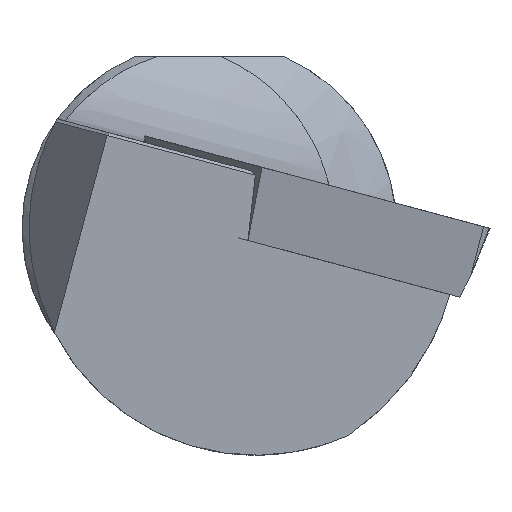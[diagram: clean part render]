
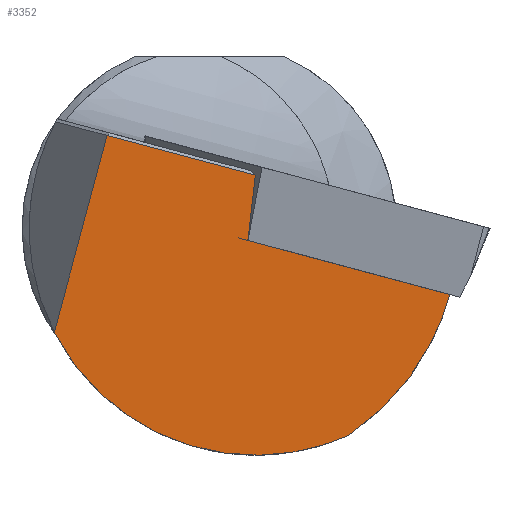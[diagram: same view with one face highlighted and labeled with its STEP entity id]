
A CAD part, left-side view. The second image highlights one B-rep face of the part: STEP entity #3352.
In plain terms, the highlighted planar face has unit normal (-0.998, 0.059, 0.016).
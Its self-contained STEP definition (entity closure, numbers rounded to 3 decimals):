
#3269=CARTESIAN_POINT('',(0.068,-4.78,4.462));
#3270=DIRECTION('',(-0.998,0.059,0.016));
#3271=DIRECTION('',(-0.059,-0.998,0.0));
#3272=AXIS2_PLACEMENT_3D('',#3269,#3270,#3271);
#3273=PLANE('',#3272);
#3274=CARTESIAN_POINT('',(0.733,7.76,-0.385));
#3275=VERTEX_POINT('',#3274);
#3276=CARTESIAN_POINT('',(0.752,7.523,1.705));
#3277=VERTEX_POINT('',#3276);
#3278=CARTESIAN_POINT('',(0.76,7.417,2.631));
#3279=DIRECTION('',(0.009,-0.113,0.994));
#3280=VECTOR('',#3279,1.);
#3281=LINE('',#3278,#3280);
#3282=EDGE_CURVE('',#3275,#3277,#3281,.T.);
#3283=ORIENTED_EDGE('',*,*,#3282,.T.);
#3284=CARTESIAN_POINT('',(0.752,7.523,1.705));
#3285=VERTEX_POINT('',#3284);
#3286=CARTESIAN_POINT('',(1.052,12.274,2.978));
#3287=VERTEX_POINT('',#3286);
#3288=CARTESIAN_POINT('',(0.068,-3.267,-1.186));
#3289=DIRECTION('',(0.061,0.964,0.258));
#3290=VECTOR('',#3289,1.);
#3291=LINE('',#3288,#3290);
#3292=EDGE_CURVE('',#3285,#3287,#3291,.T.);
#3293=ORIENTED_EDGE('',*,*,#3292,.T.);
#3294=CARTESIAN_POINT('',(1.052,12.274,2.978));
#3295=VERTEX_POINT('',#3294);
#3296=CARTESIAN_POINT('',(1.052,13.964,-3.328));
#3297=VERTEX_POINT('',#3296);
#3298=CARTESIAN_POINT('',(1.052,10.761,8.626));
#3299=DIRECTION('',(0.0,0.259,-0.966));
#3300=VECTOR('',#3299,1.);
#3301=LINE('',#3298,#3300);
#3302=EDGE_CURVE('',#3295,#3297,#3301,.T.);
#3303=ORIENTED_EDGE('',*,*,#3302,.T.);
#3304=CARTESIAN_POINT('',(0.443,4.534,-6.638));
#3305=VERTEX_POINT('',#3304);
#3306=CARTESIAN_POINT('',(1.052,13.964,-3.328));
#3307=VERTEX_POINT('',#3306);
#3308=CARTESIAN_POINT('',(1.052,13.964,-3.328));
#3309=CARTESIAN_POINT('',(0.885,12.099,-6.95));
#3310=CARTESIAN_POINT('',(0.636,8.254,-8.3));
#3311=CARTESIAN_POINT('',(0.443,4.534,-6.638));
#3319=(BOUNDED_CURVE()B_SPLINE_CURVE(3,(#3308,#3309,#3310,#3311),.UNSPECIFIED.,.F.,.U.)CURVE()GEOMETRIC_REPRESENTATION_ITEM()QUASI_UNIFORM_CURVE()RATIONAL_B_SPLINE_CURVE((1.0,0.818,0.818,1.0))REPRESENTATION_ITEM(''));
#3320=EDGE_CURVE('',#3305,#3307,#3319,.F.);
#3321=ORIENTED_EDGE('',*,*,#3320,.F.);
#3322=CARTESIAN_POINT('',(0.443,4.534,-6.638));
#3323=VERTEX_POINT('',#3322);
#3324=CARTESIAN_POINT('',(0.323,1.286,-2.119));
#3325=VERTEX_POINT('',#3324);
#3326=CARTESIAN_POINT('',(0.443,4.534,-6.638));
#3327=CARTESIAN_POINT('',(0.365,2.928,-5.557));
#3328=CARTESIAN_POINT('',(0.323,1.799,-3.986));
#3329=CARTESIAN_POINT('',(0.323,1.286,-2.119));
#3337=(BOUNDED_CURVE()B_SPLINE_CURVE(3,(#3326,#3327,#3328,#3329),.UNSPECIFIED.,.F.,.U.)CURVE()GEOMETRIC_REPRESENTATION_ITEM()QUASI_UNIFORM_CURVE()RATIONAL_B_SPLINE_CURVE((1.0,0.958,0.958,1.0))REPRESENTATION_ITEM(''));
#3338=EDGE_CURVE('',#3323,#3325,#3337,.T.);
#3339=ORIENTED_EDGE('',*,*,#3338,.T.);
#3340=CARTESIAN_POINT('',(0.323,1.286,-2.119));
#3341=VERTEX_POINT('',#3340);
#3342=CARTESIAN_POINT('',(0.733,7.76,-0.385));
#3343=VERTEX_POINT('',#3342);
#3344=CARTESIAN_POINT('',(0.269,0.433,-2.348));
#3345=DIRECTION('',(-0.061,-0.964,-0.258));
#3346=VECTOR('',#3345,1.);
#3347=LINE('',#3344,#3346);
#3348=EDGE_CURVE('',#3341,#3343,#3347,.F.);
#3349=ORIENTED_EDGE('',*,*,#3348,.T.);
#3350=EDGE_LOOP('',(#3283,#3293,#3303,#3321,#3339,#3349));
#3351=FACE_OUTER_BOUND('',#3350,.T.);
#3352=ADVANCED_FACE('',(#3351),#3273,.T.);
